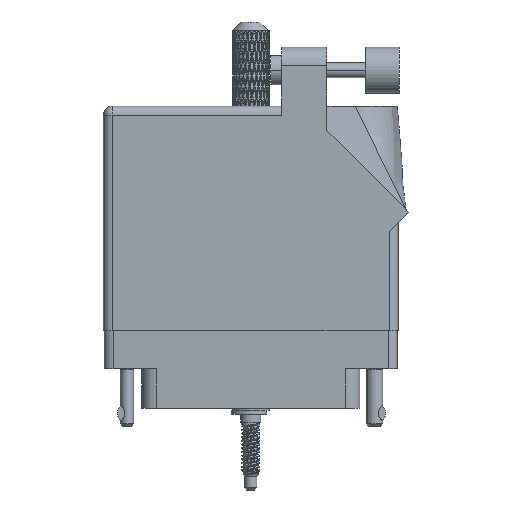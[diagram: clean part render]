
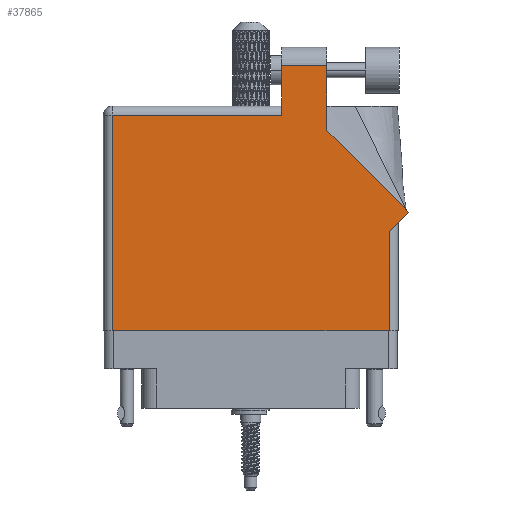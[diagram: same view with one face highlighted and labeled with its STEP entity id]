
A CAD part, front view. The second image highlights one B-rep face of the part: STEP entity #37865.
In plain terms, the highlighted face is planar.
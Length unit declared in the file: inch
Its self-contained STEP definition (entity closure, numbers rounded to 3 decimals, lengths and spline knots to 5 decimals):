
#544 = ORIENTED_EDGE ( 'NONE', *, *, #11426, .T. ) ;
#1582 = LINE ( 'NONE', #55975, #36031 ) ;
#5078 = VECTOR ( 'NONE', #92776, 39.37008 ) ;
#5247 = CARTESIAN_POINT ( 'NONE',  ( 0.062, 1.468, 0. ) ) ;
#5803 = EDGE_CURVE ( 'NONE', #12581, #99412, #42790, .T. ) ;
#6821 = DIRECTION ( 'NONE',  ( -1., 0., 0. ) ) ;
#10045 = LINE ( 'NONE', #11931, #21130 ) ;
#11426 = EDGE_CURVE ( 'NONE', #33522, #67564, #87116, .T. ) ;
#11931 = CARTESIAN_POINT ( 'NONE',  ( 0.062, 0., 0. ) ) ;
#12581 = VERTEX_POINT ( 'NONE', #41513 ) ;
#16532 = DIRECTION ( 'NONE',  ( 0.707, 0.707, 0. ) ) ;
#17013 = DIRECTION ( 'NONE',  ( 0., 1., 0. ) ) ;
#17079 = CARTESIAN_POINT ( 'NONE',  ( 2.08071, 0.80771, 0. ) ) ;
#20066 = VERTEX_POINT ( 'NONE', #60956 ) ;
#21130 = VECTOR ( 'NONE', #83354, 39.37008 ) ;
#23078 = LINE ( 'NONE', #48194, #89011 ) ;
#25731 = CARTESIAN_POINT ( 'NONE',  ( 2.01, 0.737, 0. ) ) ;
#26606 = PLANE ( 'NONE',  #97194 ) ;
#27670 = EDGE_LOOP ( 'NONE', ( #39580, #544, #71289, #81783, #51458, #81840, #80750, #84704, #70540 ) ) ;
#31841 = VERTEX_POINT ( 'NONE', #55284 ) ;
#33522 = VERTEX_POINT ( 'NONE', #73471 ) ;
#34675 = FACE_OUTER_BOUND ( 'NONE', #27670, .T. ) ;
#36031 = VECTOR ( 'NONE', #91312, 39.37008 ) ;
#37865 = ADVANCED_FACE ( 'NONE', ( #34675 ), #26606, .F. ) ;
#38028 = VECTOR ( 'NONE', #38501, 39.37008 ) ;
#38501 = DIRECTION ( 'NONE',  ( -1., 0., 0. ) ) ;
#39580 = ORIENTED_EDGE ( 'NONE', *, *, #101022, .T. ) ;
#40936 = VERTEX_POINT ( 'NONE', #5247 ) ;
#41513 = CARTESIAN_POINT ( 'NONE',  ( 2.08071, 0.80771, 0. ) ) ;
#41779 = CARTESIAN_POINT ( 'NONE',  ( 1.217, 1.468, 0. ) ) ;
#42234 = EDGE_CURVE ( 'NONE', #101433, #31841, #1582, .T. ) ;
#42790 = LINE ( 'NONE', #17079, #86790 ) ;
#48194 = CARTESIAN_POINT ( 'NONE',  ( 0., 0., 0. ) ) ;
#50093 = CARTESIAN_POINT ( 'NONE',  ( 1.217, 1.53, 0. ) ) ;
#51458 = ORIENTED_EDGE ( 'NONE', *, *, #82651, .T. ) ;
#52832 = DIRECTION ( 'NONE',  ( -0.707, 0.707, 0. ) ) ;
#55284 = CARTESIAN_POINT ( 'NONE',  ( 1.948, 0.675, 0. ) ) ;
#55689 = EDGE_CURVE ( 'NONE', #20066, #101433, #23078, .T. ) ;
#55975 = CARTESIAN_POINT ( 'NONE',  ( 1.948, 0.737, 0. ) ) ;
#57164 = LINE ( 'NONE', #25731, #98387 ) ;
#60849 = DIRECTION ( 'NONE',  ( 0., 0., -1. ) ) ;
#60947 = LINE ( 'NONE', #69660, #81484 ) ;
#60956 = CARTESIAN_POINT ( 'NONE',  ( 0.062, 0., 0. ) ) ;
#61455 = LINE ( 'NONE', #98904, #38028 ) ;
#61590 = CARTESIAN_POINT ( 'NONE',  ( 0., 1.53, 0. ) ) ;
#67564 = VERTEX_POINT ( 'NONE', #99820 ) ;
#69660 = CARTESIAN_POINT ( 'NONE',  ( 1.524, 1.36442, 0. ) ) ;
#70540 = ORIENTED_EDGE ( 'NONE', *, *, #5803, .T. ) ;
#71289 = ORIENTED_EDGE ( 'NONE', *, *, #71364, .T. ) ;
#71364 = EDGE_CURVE ( 'NONE', #67564, #86562, #75234, .T. ) ;
#73471 = CARTESIAN_POINT ( 'NONE',  ( 1.524, 1.805, 0. ) ) ;
#75026 = DIRECTION ( 'NONE',  ( 1., 0., 0. ) ) ;
#75234 = LINE ( 'NONE', #50093, #5078 ) ;
#76097 = VECTOR ( 'NONE', #6821, 39.37008 ) ;
#80750 = ORIENTED_EDGE ( 'NONE', *, *, #42234, .T. ) ;
#81484 = VECTOR ( 'NONE', #17013, 39.37008 ) ;
#81540 = CARTESIAN_POINT ( 'NONE',  ( 1.524, 1.36442, 0. ) ) ;
#81783 = ORIENTED_EDGE ( 'NONE', *, *, #93546, .T. ) ;
#81840 = ORIENTED_EDGE ( 'NONE', *, *, #55689, .T. ) ;
#82651 = EDGE_CURVE ( 'NONE', #40936, #20066, #10045, .T. ) ;
#83354 = DIRECTION ( 'NONE',  ( 0., -1., 0. ) ) ;
#84704 = ORIENTED_EDGE ( 'NONE', *, *, #89135, .T. ) ;
#86562 = VERTEX_POINT ( 'NONE', #41779 ) ;
#86790 = VECTOR ( 'NONE', #52832, 39.37008 ) ;
#87116 = LINE ( 'NONE', #94516, #76097 ) ;
#89011 = VECTOR ( 'NONE', #75026, 39.37008 ) ;
#89135 = EDGE_CURVE ( 'NONE', #31841, #12581, #57164, .T. ) ;
#91312 = DIRECTION ( 'NONE',  ( 0., 1., 0. ) ) ;
#92776 = DIRECTION ( 'NONE',  ( 0., -1., 0. ) ) ;
#93546 = EDGE_CURVE ( 'NONE', #86562, #40936, #61455, .T. ) ;
#94516 = CARTESIAN_POINT ( 'NONE',  ( 1.217, 1.805, 0. ) ) ;
#97194 = AXIS2_PLACEMENT_3D ( 'NONE', #61590, #60849, #113513 ) ;
#98387 = VECTOR ( 'NONE', #16532, 39.37008 ) ;
#98904 = CARTESIAN_POINT ( 'NONE',  ( 0., 1.468, 0. ) ) ;
#99412 = VERTEX_POINT ( 'NONE', #81540 ) ;
#99820 = CARTESIAN_POINT ( 'NONE',  ( 1.217, 1.805, 0. ) ) ;
#101022 = EDGE_CURVE ( 'NONE', #99412, #33522, #60947, .T. ) ;
#101433 = VERTEX_POINT ( 'NONE', #104135 ) ;
#104135 = CARTESIAN_POINT ( 'NONE',  ( 1.948, 0., 0. ) ) ;
#113513 = DIRECTION ( 'NONE',  ( -1., 0., 0. ) ) ;
